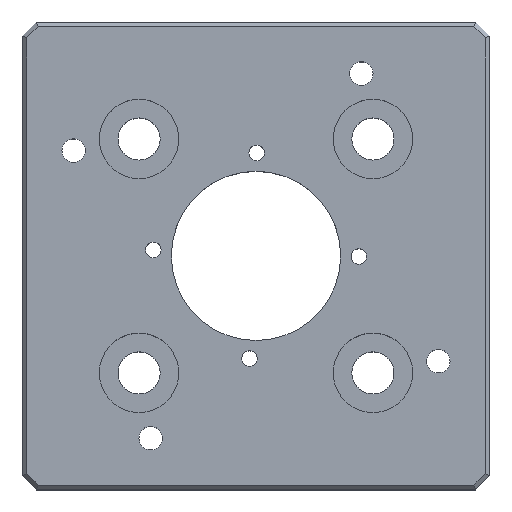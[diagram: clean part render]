
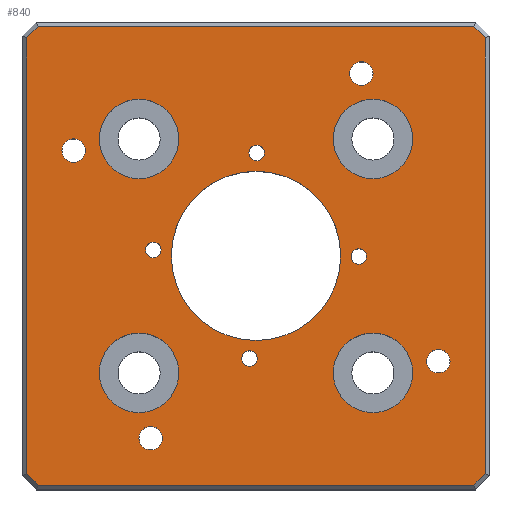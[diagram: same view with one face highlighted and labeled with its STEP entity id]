
A CAD part, top view. The second image highlights one B-rep face of the part: STEP entity #840.
In plain terms, the highlighted planar face has unit normal (0, 0, 1).
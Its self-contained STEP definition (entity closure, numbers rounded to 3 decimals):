
#36=FACE_BOUND('',#170,.T.);
#37=FACE_BOUND('',#171,.T.);
#38=FACE_BOUND('',#172,.T.);
#39=FACE_BOUND('',#173,.T.);
#40=FACE_BOUND('',#174,.T.);
#41=FACE_BOUND('',#175,.T.);
#42=FACE_BOUND('',#176,.T.);
#43=FACE_BOUND('',#177,.T.);
#44=FACE_BOUND('',#178,.T.);
#45=FACE_BOUND('',#179,.T.);
#46=FACE_BOUND('',#180,.T.);
#47=FACE_BOUND('',#181,.T.);
#48=FACE_BOUND('',#182,.T.);
#67=CIRCLE('',#903,1.666);
#68=CIRCLE('',#904,1.666);
#69=CIRCLE('',#905,2.518);
#70=CIRCLE('',#906,1.666);
#71=CIRCLE('',#907,2.518);
#72=CIRCLE('',#908,2.518);
#73=CIRCLE('',#909,2.518);
#74=CIRCLE('',#910,1.666);
#75=CIRCLE('',#911,18.1);
#76=CIRCLE('',#912,8.5);
#77=CIRCLE('',#913,8.5);
#78=CIRCLE('',#914,8.5);
#79=CIRCLE('',#915,8.5);
#121=FACE_OUTER_BOUND('',#169,.T.);
#169=EDGE_LOOP('',(#619,#620,#621,#622,#623,#624,#625,#626));
#170=EDGE_LOOP('',(#627));
#171=EDGE_LOOP('',(#628));
#172=EDGE_LOOP('',(#629));
#173=EDGE_LOOP('',(#630));
#174=EDGE_LOOP('',(#631));
#175=EDGE_LOOP('',(#632));
#176=EDGE_LOOP('',(#633));
#177=EDGE_LOOP('',(#634));
#178=EDGE_LOOP('',(#635));
#179=EDGE_LOOP('',(#636));
#180=EDGE_LOOP('',(#637));
#181=EDGE_LOOP('',(#638));
#182=EDGE_LOOP('',(#639));
#236=LINE('',#1239,#309);
#240=LINE('',#1247,#313);
#243=LINE('',#1253,#316);
#246=LINE('',#1259,#319);
#249=LINE('',#1265,#322);
#253=LINE('',#1273,#326);
#256=LINE('',#1279,#329);
#259=LINE('',#1283,#332);
#309=VECTOR('',#984,10.);
#313=VECTOR('',#990,10.);
#316=VECTOR('',#995,10.);
#319=VECTOR('',#1000,10.);
#322=VECTOR('',#1005,10.);
#326=VECTOR('',#1011,10.);
#329=VECTOR('',#1016,10.);
#332=VECTOR('',#1021,10.);
#382=VERTEX_POINT('',#1237);
#383=VERTEX_POINT('',#1238);
#386=VERTEX_POINT('',#1246);
#388=VERTEX_POINT('',#1252);
#390=VERTEX_POINT('',#1258);
#392=VERTEX_POINT('',#1264);
#395=VERTEX_POINT('',#1272);
#397=VERTEX_POINT('',#1278);
#403=VERTEX_POINT('',#1303);
#404=VERTEX_POINT('',#1305);
#405=VERTEX_POINT('',#1307);
#406=VERTEX_POINT('',#1309);
#407=VERTEX_POINT('',#1311);
#408=VERTEX_POINT('',#1313);
#409=VERTEX_POINT('',#1315);
#410=VERTEX_POINT('',#1317);
#411=VERTEX_POINT('',#1319);
#412=VERTEX_POINT('',#1321);
#413=VERTEX_POINT('',#1323);
#414=VERTEX_POINT('',#1325);
#415=VERTEX_POINT('',#1327);
#456=EDGE_CURVE('',#382,#383,#236,.T.);
#460=EDGE_CURVE('',#383,#386,#240,.T.);
#463=EDGE_CURVE('',#386,#388,#243,.T.);
#466=EDGE_CURVE('',#388,#390,#246,.T.);
#469=EDGE_CURVE('',#390,#392,#249,.T.);
#473=EDGE_CURVE('',#392,#395,#253,.T.);
#476=EDGE_CURVE('',#395,#397,#256,.T.);
#479=EDGE_CURVE('',#397,#382,#259,.T.);
#489=EDGE_CURVE('',#403,#403,#67,.F.);
#490=EDGE_CURVE('',#404,#404,#68,.F.);
#491=EDGE_CURVE('',#405,#405,#69,.F.);
#492=EDGE_CURVE('',#406,#406,#70,.F.);
#493=EDGE_CURVE('',#407,#407,#71,.F.);
#494=EDGE_CURVE('',#408,#408,#72,.F.);
#495=EDGE_CURVE('',#409,#409,#73,.F.);
#496=EDGE_CURVE('',#410,#410,#74,.F.);
#497=EDGE_CURVE('',#411,#411,#75,.T.);
#498=EDGE_CURVE('',#412,#412,#76,.T.);
#499=EDGE_CURVE('',#413,#413,#77,.T.);
#500=EDGE_CURVE('',#414,#414,#78,.T.);
#501=EDGE_CURVE('',#415,#415,#79,.T.);
#619=ORIENTED_EDGE('',*,*,#456,.F.);
#620=ORIENTED_EDGE('',*,*,#479,.F.);
#621=ORIENTED_EDGE('',*,*,#476,.F.);
#622=ORIENTED_EDGE('',*,*,#473,.F.);
#623=ORIENTED_EDGE('',*,*,#469,.F.);
#624=ORIENTED_EDGE('',*,*,#466,.F.);
#625=ORIENTED_EDGE('',*,*,#463,.F.);
#626=ORIENTED_EDGE('',*,*,#460,.F.);
#627=ORIENTED_EDGE('',*,*,#489,.T.);
#628=ORIENTED_EDGE('',*,*,#490,.T.);
#629=ORIENTED_EDGE('',*,*,#491,.T.);
#630=ORIENTED_EDGE('',*,*,#492,.T.);
#631=ORIENTED_EDGE('',*,*,#493,.T.);
#632=ORIENTED_EDGE('',*,*,#494,.T.);
#633=ORIENTED_EDGE('',*,*,#495,.T.);
#634=ORIENTED_EDGE('',*,*,#496,.T.);
#635=ORIENTED_EDGE('',*,*,#497,.T.);
#636=ORIENTED_EDGE('',*,*,#498,.T.);
#637=ORIENTED_EDGE('',*,*,#499,.T.);
#638=ORIENTED_EDGE('',*,*,#500,.T.);
#639=ORIENTED_EDGE('',*,*,#501,.T.);
#813=PLANE('',#902);
#840=ADVANCED_FACE('',(#121,#36,#37,#38,#39,#40,#41,#42,#43,#44,#45,#46,
#47,#48),#813,.T.);
#902=AXIS2_PLACEMENT_3D('',#1302,#1039,#1040);
#903=AXIS2_PLACEMENT_3D('',#1304,#1041,#1042);
#904=AXIS2_PLACEMENT_3D('',#1306,#1043,#1044);
#905=AXIS2_PLACEMENT_3D('',#1308,#1045,#1046);
#906=AXIS2_PLACEMENT_3D('',#1310,#1047,#1048);
#907=AXIS2_PLACEMENT_3D('',#1312,#1049,#1050);
#908=AXIS2_PLACEMENT_3D('',#1314,#1051,#1052);
#909=AXIS2_PLACEMENT_3D('',#1316,#1053,#1054);
#910=AXIS2_PLACEMENT_3D('',#1318,#1055,#1056);
#911=AXIS2_PLACEMENT_3D('',#1320,#1057,#1058);
#912=AXIS2_PLACEMENT_3D('',#1322,#1059,#1060);
#913=AXIS2_PLACEMENT_3D('',#1324,#1061,#1062);
#914=AXIS2_PLACEMENT_3D('',#1326,#1063,#1064);
#915=AXIS2_PLACEMENT_3D('',#1328,#1065,#1066);
#984=DIRECTION('',(-1.,0.,0.));
#990=DIRECTION('',(-0.707,0.707,0.));
#995=DIRECTION('',(0.,1.,0.));
#1000=DIRECTION('',(0.707,0.707,0.));
#1005=DIRECTION('',(1.,0.,0.));
#1011=DIRECTION('',(0.707,-0.707,0.));
#1016=DIRECTION('',(0.,-1.,0.));
#1021=DIRECTION('',(-0.707,-0.707,0.));
#1039=DIRECTION('center_axis',(0.,0.,1.));
#1040=DIRECTION('ref_axis',(1.,0.,0.));
#1041=DIRECTION('center_axis',(0.,0.,1.));
#1042=DIRECTION('ref_axis',(1.,0.,0.));
#1043=DIRECTION('center_axis',(0.,0.,1.));
#1044=DIRECTION('ref_axis',(1.,0.,0.));
#1045=DIRECTION('center_axis',(0.,0.,1.));
#1046=DIRECTION('ref_axis',(1.,0.,0.));
#1047=DIRECTION('center_axis',(0.,0.,1.));
#1048=DIRECTION('ref_axis',(1.,0.,0.));
#1049=DIRECTION('center_axis',(0.,0.,1.));
#1050=DIRECTION('ref_axis',(1.,0.,0.));
#1051=DIRECTION('center_axis',(0.,0.,1.));
#1052=DIRECTION('ref_axis',(1.,0.,0.));
#1053=DIRECTION('center_axis',(0.,0.,1.));
#1054=DIRECTION('ref_axis',(1.,0.,0.));
#1055=DIRECTION('center_axis',(0.,0.,1.));
#1056=DIRECTION('ref_axis',(1.,0.,0.));
#1057=DIRECTION('center_axis',(0.,0.,-1.));
#1058=DIRECTION('ref_axis',(1.,0.,0.));
#1059=DIRECTION('center_axis',(0.,0.,-1.));
#1060=DIRECTION('ref_axis',(-1.,0.,0.));
#1061=DIRECTION('center_axis',(0.,0.,-1.));
#1062=DIRECTION('ref_axis',(-1.,0.,0.));
#1063=DIRECTION('center_axis',(0.,0.,-1.));
#1064=DIRECTION('ref_axis',(-1.,0.,0.));
#1065=DIRECTION('center_axis',(0.,0.,-1.));
#1066=DIRECTION('ref_axis',(-1.,0.,0.));
#1237=CARTESIAN_POINT('',(-33.008,52.68,30.));
#1238=CARTESIAN_POINT('',(-126.18,52.68,30.));
#1239=CARTESIAN_POINT('',(-104.594,52.68,30.));
#1246=CARTESIAN_POINT('',(-128.594,55.094,30.));
#1247=CARTESIAN_POINT('',(-127.387,53.887,30.));
#1252=CARTESIAN_POINT('',(-128.594,148.265,30.));
#1253=CARTESIAN_POINT('',(-128.594,126.68,30.));
#1258=CARTESIAN_POINT('',(-126.18,150.68,30.));
#1259=CARTESIAN_POINT('',(-127.387,149.473,30.));
#1264=CARTESIAN_POINT('',(-33.008,150.68,30.));
#1265=CARTESIAN_POINT('',(-54.594,150.68,30.));
#1272=CARTESIAN_POINT('',(-30.594,148.265,30.));
#1273=CARTESIAN_POINT('',(-31.801,149.473,30.));
#1278=CARTESIAN_POINT('',(-30.594,55.094,30.));
#1279=CARTESIAN_POINT('',(-30.594,76.68,30.));
#1283=CARTESIAN_POINT('',(-31.801,53.887,30.));
#1302=CARTESIAN_POINT('Origin',(-79.594,101.68,30.));
#1303=CARTESIAN_POINT('',(-103.223,102.947,30.));
#1304=CARTESIAN_POINT('Origin',(-101.557,102.947,30.));
#1305=CARTESIAN_POINT('',(-59.26,101.535,30.));
#1306=CARTESIAN_POINT('Origin',(-57.594,101.535,30.));
#1307=CARTESIAN_POINT('',(-43.14,79.18,30.));
#1308=CARTESIAN_POINT('Origin',(-40.623,79.18,30.));
#1309=CARTESIAN_POINT('',(-82.649,79.724,30.));
#1310=CARTESIAN_POINT('Origin',(-80.983,79.724,30.));
#1311=CARTESIAN_POINT('',(-104.611,62.708,30.));
#1312=CARTESIAN_POINT('Origin',(-102.094,62.708,30.));
#1313=CARTESIAN_POINT('',(-121.083,124.18,30.));
#1314=CARTESIAN_POINT('Origin',(-118.565,124.18,30.));
#1315=CARTESIAN_POINT('',(-59.611,140.651,30.));
#1316=CARTESIAN_POINT('Origin',(-57.094,140.651,30.));
#1317=CARTESIAN_POINT('',(-81.106,123.679,30.));
#1318=CARTESIAN_POINT('Origin',(-79.44,123.679,30.));
#1319=CARTESIAN_POINT('',(-97.694,101.68,30.));
#1320=CARTESIAN_POINT('Origin',(-79.594,101.68,30.));
#1321=CARTESIAN_POINT('',(-46.094,76.68,30.));
#1322=CARTESIAN_POINT('Origin',(-54.594,76.68,30.));
#1323=CARTESIAN_POINT('',(-46.094,126.68,30.));
#1324=CARTESIAN_POINT('Origin',(-54.594,126.68,30.));
#1325=CARTESIAN_POINT('',(-96.094,76.68,30.));
#1326=CARTESIAN_POINT('Origin',(-104.594,76.68,30.));
#1327=CARTESIAN_POINT('',(-96.094,126.68,30.));
#1328=CARTESIAN_POINT('Origin',(-104.594,126.68,30.));
